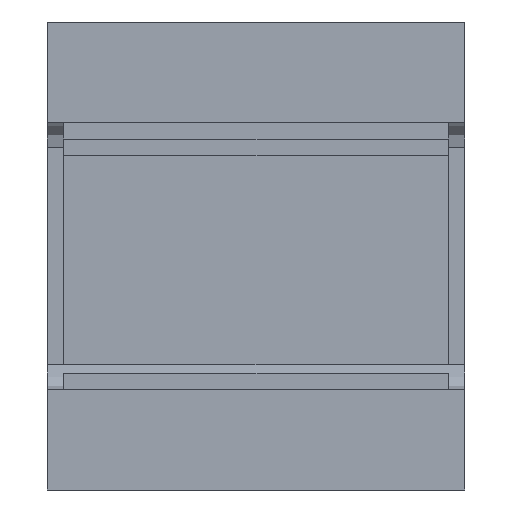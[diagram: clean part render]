
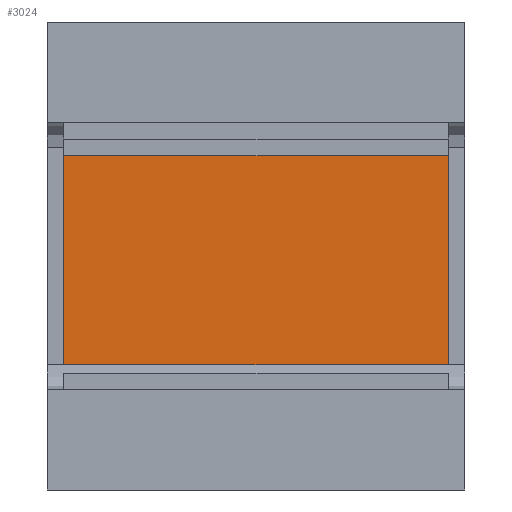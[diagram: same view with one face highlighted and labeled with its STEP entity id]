
A CAD part, left-side view. The second image highlights one B-rep face of the part: STEP entity #3024.
In plain terms, the highlighted face is planar.
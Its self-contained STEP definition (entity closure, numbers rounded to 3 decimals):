
#187 = DIRECTION ( 'NONE',  ( 0., -1., 0. ) ) ;
#255 = LINE ( 'NONE', #13218, #5268 ) ;
#1057 = LINE ( 'NONE', #21453, #1325 ) ;
#1209 = VECTOR ( 'NONE', #14283, 1000. ) ;
#1226 = CARTESIAN_POINT ( 'NONE',  ( -6.5, -11.5, -0.5 ) ) ;
#1325 = VECTOR ( 'NONE', #11426, 1000. ) ;
#1511 = CARTESIAN_POINT ( 'NONE',  ( 0., 0., -0.5 ) ) ;
#1583 = DIRECTION ( 'NONE',  ( 0., 0., 1. ) ) ;
#1856 = EDGE_CURVE ( 'NONE', #8090, #18394, #255, .T. ) ;
#2122 = CARTESIAN_POINT ( 'NONE',  ( 6.5, -11.5, -0.5 ) ) ;
#2958 = ORIENTED_EDGE ( 'NONE', *, *, #1856, .F. ) ;
#3024 = ADVANCED_FACE ( 'NONE', ( #10908 ), #3425, .F. ) ;
#3425 = PLANE ( 'NONE',  #8566 ) ;
#5181 = DIRECTION ( 'NONE',  ( 1., 0., 0. ) ) ;
#5268 = VECTOR ( 'NONE', #14910, 1000. ) ;
#5425 = EDGE_CURVE ( 'NONE', #18394, #21555, #18186, .T. ) ;
#5675 = LINE ( 'NONE', #14137, #1209 ) ;
#7117 = ORIENTED_EDGE ( 'NONE', *, *, #5425, .F. ) ;
#8090 = VERTEX_POINT ( 'NONE', #18932 ) ;
#8207 = CARTESIAN_POINT ( 'NONE',  ( -6.5, 11.5, -0.5 ) ) ;
#8566 = AXIS2_PLACEMENT_3D ( 'NONE', #1511, #1583, #5181 ) ;
#10238 = CARTESIAN_POINT ( 'NONE',  ( -6.5, 11.5, -0.5 ) ) ;
#10908 = FACE_OUTER_BOUND ( 'NONE', #16716, .T. ) ;
#10918 = ORIENTED_EDGE ( 'NONE', *, *, #17916, .F. ) ;
#11426 = DIRECTION ( 'NONE',  ( 1., 0., 0. ) ) ;
#11777 = EDGE_CURVE ( 'NONE', #19149, #8090, #5675, .T. ) ;
#13218 = CARTESIAN_POINT ( 'NONE',  ( -6.5, 11.5, -0.5 ) ) ;
#14066 = ORIENTED_EDGE ( 'NONE', *, *, #11777, .F. ) ;
#14137 = CARTESIAN_POINT ( 'NONE',  ( 6.5, 11.5, -0.5 ) ) ;
#14283 = DIRECTION ( 'NONE',  ( 0., 1., 0. ) ) ;
#14910 = DIRECTION ( 'NONE',  ( -1., 0., 0. ) ) ;
#16598 = VECTOR ( 'NONE', #187, 1000. ) ;
#16716 = EDGE_LOOP ( 'NONE', ( #14066, #10918, #7117, #2958 ) ) ;
#17916 = EDGE_CURVE ( 'NONE', #21555, #19149, #1057, .T. ) ;
#18186 = LINE ( 'NONE', #10238, #16598 ) ;
#18394 = VERTEX_POINT ( 'NONE', #8207 ) ;
#18932 = CARTESIAN_POINT ( 'NONE',  ( 6.5, 11.5, -0.5 ) ) ;
#19149 = VERTEX_POINT ( 'NONE', #2122 ) ;
#21453 = CARTESIAN_POINT ( 'NONE',  ( -6.5, -11.5, -0.5 ) ) ;
#21555 = VERTEX_POINT ( 'NONE', #1226 ) ;
